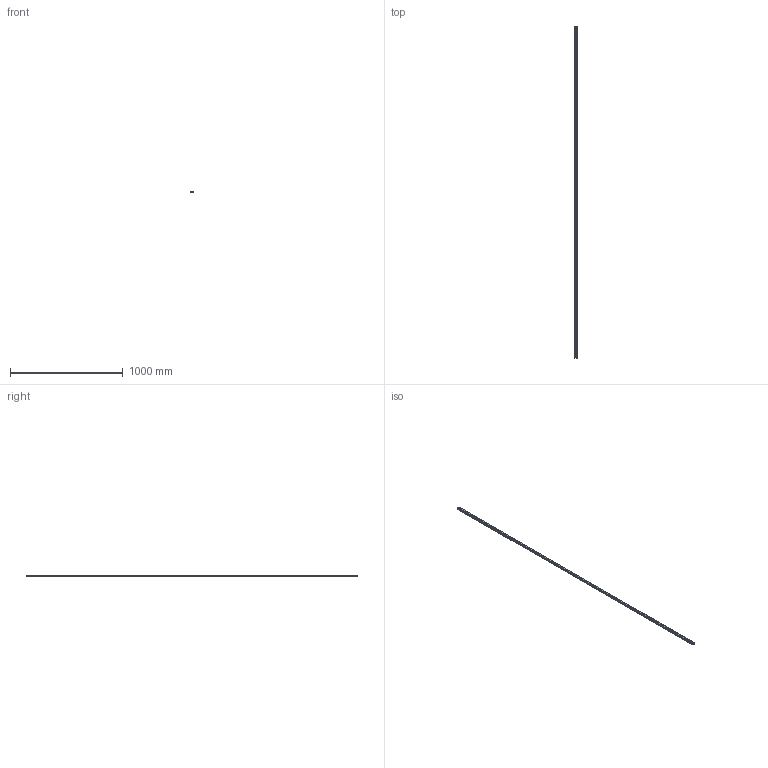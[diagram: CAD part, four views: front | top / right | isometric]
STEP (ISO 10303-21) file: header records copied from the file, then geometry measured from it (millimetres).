
FILE_DESCRIPTION(('STEP AP214'),'1');
FILE_NAME('cctmp_ECCC4CED-098D-45E6-AF74-E774B5D85092_2020_5_19_12_46_11_208..stp','2020-05-19T10:46:11',('HIWIN GmbH'),('CADClick - www.CADClick.com'),'Spatial InterOp 3D',' ','unknown authorization');
FILE_SCHEMA(('AUTOMOTIVE_DESIGN'));
Length unit declared in the file: millimetre
Products named in the file (1): HGR20R2950H_FILE
Bounding box: 20 x 2950 x 17.5 mm (x, y, z)
Volume: 843506.3 mm3; surface area: 250079.5 mm2
Topology: 1 solids, 1 shells, 548 faces, 1185 edges, 790 vertices
Faces by surface type: cylinder 316, plane 232
Entity records: 19609 total; most frequent: DIRECTION 2915, CARTESIAN_POINT 2524, ORIENTED_EDGE 2370, EDGE_CURVE 1185, AXIS2_PLACEMENT_3D 1181, VERTEX_POINT 790, EDGE_LOOP 699, CIRCLE 632
